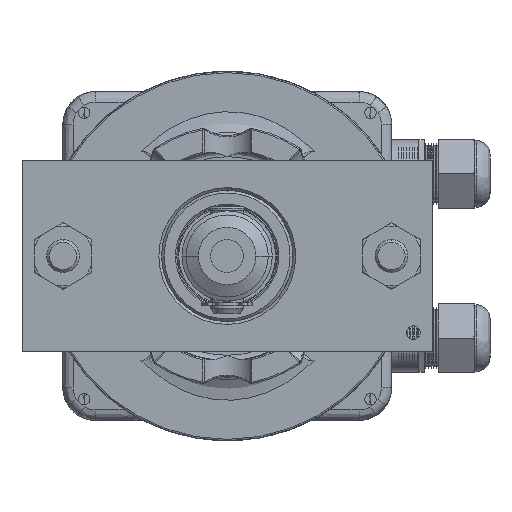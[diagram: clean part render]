
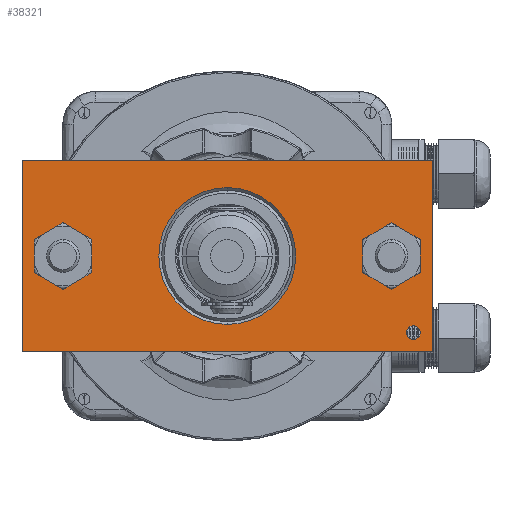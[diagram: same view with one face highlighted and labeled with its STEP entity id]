
A CAD part, front view. The second image highlights one B-rep face of the part: STEP entity #38321.
In plain terms, the highlighted face is planar.
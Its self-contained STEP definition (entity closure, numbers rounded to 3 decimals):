
#7083 = CARTESIAN_POINT ( 'NONE',  ( 75., 15., 35. ) ) ;
#7100 = DIRECTION ( 'NONE',  ( 1., 0., 0. ) ) ;
#7105 = CARTESIAN_POINT ( 'NONE',  ( -75., 15., -35. ) ) ;
#7106 = CARTESIAN_POINT ( 'NONE',  ( -60., 15., 0. ) ) ;
#7107 = DIRECTION ( 'NONE',  ( 0., 1., 0. ) ) ;
#7108 = DIRECTION ( 'NONE',  ( 0., 0., -1. ) ) ;
#7109 = DIRECTION ( 'NONE',  ( 0., 0., 1. ) ) ;
#7110 = CARTESIAN_POINT ( 'NONE',  ( 75., 15., -35. ) ) ;
#7111 = DIRECTION ( 'NONE',  ( -1., 0., 0. ) ) ;
#7112 = CARTESIAN_POINT ( 'NONE',  ( 75., 15., -35. ) ) ;
#7113 = DIRECTION ( 'NONE',  ( 0., 0., -1. ) ) ;
#7115 = CARTESIAN_POINT ( 'NONE',  ( 60., 15., 0. ) ) ;
#7116 = DIRECTION ( 'NONE',  ( 0., 1., 0. ) ) ;
#7117 = DIRECTION ( 'NONE',  ( 0., 0., 1. ) ) ;
#7118 = CARTESIAN_POINT ( 'NONE',  ( 0., 15., 0. ) ) ;
#7119 = DIRECTION ( 'NONE',  ( 0., -1., 0. ) ) ;
#7120 = DIRECTION ( 'NONE',  ( 0., 0., -1. ) ) ;
#7123 = CARTESIAN_POINT ( 'NONE',  ( -68., 15., -28. ) ) ;
#7124 = DIRECTION ( 'NONE',  ( 0., -1., 0. ) ) ;
#7125 = DIRECTION ( 'NONE',  ( 0., 0., -1. ) ) ;
#7153 = CARTESIAN_POINT ( 'NONE',  ( 60., 15., 0. ) ) ;
#7154 = DIRECTION ( 'NONE',  ( 0., 1., 0. ) ) ;
#7155 = DIRECTION ( 'NONE',  ( 0., 0., 1. ) ) ;
#7161 = CARTESIAN_POINT ( 'NONE',  ( -60., 15., 0. ) ) ;
#7162 = DIRECTION ( 'NONE',  ( 0., 1., 0. ) ) ;
#7163 = DIRECTION ( 'NONE',  ( 0., 0., -1. ) ) ;
#7238 = CARTESIAN_POINT ( 'NONE',  ( 0., 15., 0. ) ) ;
#7239 = DIRECTION ( 'NONE',  ( 0., -1., 0. ) ) ;
#7240 = DIRECTION ( 'NONE',  ( 0., 0., -1. ) ) ;
#7251 = CARTESIAN_POINT ( 'NONE',  ( -68., 15., -28. ) ) ;
#7252 = DIRECTION ( 'NONE',  ( 0., -1., 0. ) ) ;
#7253 = DIRECTION ( 'NONE',  ( 0., 0., -1. ) ) ;
#10465 = CIRCLE ( 'NONE', #20786, 6.1 ) ;
#10466 = LINE ( 'NONE', #7105, #10471 ) ;
#10467 = LINE ( 'NONE', #7083, #10469 ) ;
#10468 = CIRCLE ( 'NONE', #20792, 2.5 ) ;
#10469 = VECTOR ( 'NONE', #7100, 1000. ) ;
#10470 = LINE ( 'NONE', #7110, #10473 ) ;
#10471 = VECTOR ( 'NONE', #7109, 1000. ) ;
#10472 = LINE ( 'NONE', #7112, #10475 ) ;
#10473 = VECTOR ( 'NONE', #7111, 1000. ) ;
#10474 = CIRCLE ( 'NONE', #20788, 6.1 ) ;
#10475 = VECTOR ( 'NONE', #7113, 1000. ) ;
#10476 = CIRCLE ( 'NONE', #20790, 25. ) ;
#10483 = CIRCLE ( 'NONE', #20795, 6.1 ) ;
#10487 = CIRCLE ( 'NONE', #20797, 6.1 ) ;
#10515 = CIRCLE ( 'NONE', #20814, 25. ) ;
#10521 = CIRCLE ( 'NONE', #20820, 2.5 ) ;
#20786 = AXIS2_PLACEMENT_3D ( 'NONE', #7106, #7107, #7108 ) ;
#20788 = AXIS2_PLACEMENT_3D ( 'NONE', #7115, #7116, #7117 ) ;
#20790 = AXIS2_PLACEMENT_3D ( 'NONE', #7118, #7119, #7120 ) ;
#20792 = AXIS2_PLACEMENT_3D ( 'NONE', #7123, #7124, #7125 ) ;
#20795 = AXIS2_PLACEMENT_3D ( 'NONE', #7153, #7154, #7155 ) ;
#20797 = AXIS2_PLACEMENT_3D ( 'NONE', #7161, #7162, #7163 ) ;
#20814 = AXIS2_PLACEMENT_3D ( 'NONE', #7238, #7239, #7240 ) ;
#20820 = AXIS2_PLACEMENT_3D ( 'NONE', #7251, #7252, #7253 ) ;
#22094 = AXIS2_PLACEMENT_3D ( 'NONE', #58124, #58117, #58128 ) ;
#24704 = ORIENTED_EDGE ( 'NONE', *, *, #26562, .T. ) ;
#24705 = ORIENTED_EDGE ( 'NONE', *, *, #26641, .T. ) ;
#24706 = ORIENTED_EDGE ( 'NONE', *, *, #26629, .T. ) ;
#24708 = ORIENTED_EDGE ( 'NONE', *, *, #26559, .T. ) ;
#24710 = ORIENTED_EDGE ( 'NONE', *, *, #26578, .F. ) ;
#24712 = ORIENTED_EDGE ( 'NONE', *, *, #26557, .F. ) ;
#24714 = ORIENTED_EDGE ( 'NONE', *, *, #26555, .T. ) ;
#24716 = ORIENTED_EDGE ( 'NONE', *, *, #26552, .T. ) ;
#24718 = ORIENTED_EDGE ( 'NONE', *, *, #26550, .T. ) ;
#24720 = ORIENTED_EDGE ( 'NONE', *, *, #26548, .T. ) ;
#24721 = ORIENTED_EDGE ( 'NONE', *, *, #26585, .F. ) ;
#24723 = ORIENTED_EDGE ( 'NONE', *, *, #26545, .F. ) ;
#26545 = EDGE_CURVE ( 'NONE', #34472, #34258, #10465, .T. ) ;
#26548 = EDGE_CURVE ( 'NONE', #34295, #34282, #10467, .T. ) ;
#26550 = EDGE_CURVE ( 'NONE', #34474, #34295, #10466, .T. ) ;
#26552 = EDGE_CURVE ( 'NONE', #34545, #34474, #10470, .T. ) ;
#26555 = EDGE_CURVE ( 'NONE', #34282, #34545, #10472, .T. ) ;
#26557 = EDGE_CURVE ( 'NONE', #34509, #34483, #10474, .T. ) ;
#26559 = EDGE_CURVE ( 'NONE', #34288, #34541, #10476, .T. ) ;
#26562 = EDGE_CURVE ( 'NONE', #34389, #34507, #10468, .T. ) ;
#26578 = EDGE_CURVE ( 'NONE', #34483, #34509, #10483, .T. ) ;
#26585 = EDGE_CURVE ( 'NONE', #34258, #34472, #10487, .T. ) ;
#26629 = EDGE_CURVE ( 'NONE', #34541, #34288, #10515, .T. ) ;
#26641 = EDGE_CURVE ( 'NONE', #34507, #34389, #10521, .T. ) ;
#34258 = VERTEX_POINT ( 'NONE', #56998 ) ;
#34282 = VERTEX_POINT ( 'NONE', #57002 ) ;
#34288 = VERTEX_POINT ( 'NONE', #57004 ) ;
#34295 = VERTEX_POINT ( 'NONE', #57005 ) ;
#34389 = VERTEX_POINT ( 'NONE', #57031 ) ;
#34472 = VERTEX_POINT ( 'NONE', #57057 ) ;
#34474 = VERTEX_POINT ( 'NONE', #57059 ) ;
#34483 = VERTEX_POINT ( 'NONE', #57064 ) ;
#34507 = VERTEX_POINT ( 'NONE', #57083 ) ;
#34509 = VERTEX_POINT ( 'NONE', #57085 ) ;
#34541 = VERTEX_POINT ( 'NONE', #57115 ) ;
#34545 = VERTEX_POINT ( 'NONE', #57117 ) ;
#38321 = ADVANCED_FACE ( 'NONE', ( #49150, #49154, #49146, #49148, #49152 ), #58120, .F. ) ;
#38930 = EDGE_LOOP ( 'NONE', ( #24710, #24712 ) ) ;
#39014 = EDGE_LOOP ( 'NONE', ( #24714, #24716, #24718, #24720 ) ) ;
#39017 = EDGE_LOOP ( 'NONE', ( #24706, #24708 ) ) ;
#39022 = EDGE_LOOP ( 'NONE', ( #24704, #24705 ) ) ;
#39027 = EDGE_LOOP ( 'NONE', ( #24721, #24723 ) ) ;
#49146 = FACE_BOUND ( 'NONE', #38930, .T. ) ;
#49148 = FACE_OUTER_BOUND ( 'NONE', #39014, .T. ) ;
#49150 = FACE_BOUND ( 'NONE', #39022, .T. ) ;
#49152 = FACE_BOUND ( 'NONE', #39027, .T. ) ;
#49154 = FACE_BOUND ( 'NONE', #39017, .T. ) ;
#56998 = CARTESIAN_POINT ( 'NONE',  ( -60., 15., -6.1 ) ) ;
#57002 = CARTESIAN_POINT ( 'NONE',  ( 75., 15., 35. ) ) ;
#57004 = CARTESIAN_POINT ( 'NONE',  ( 0., 15., -25. ) ) ;
#57005 = CARTESIAN_POINT ( 'NONE',  ( -75., 15., 35. ) ) ;
#57031 = CARTESIAN_POINT ( 'NONE',  ( -68., 15., -30.5 ) ) ;
#57057 = CARTESIAN_POINT ( 'NONE',  ( -60., 15., 6.1 ) ) ;
#57059 = CARTESIAN_POINT ( 'NONE',  ( -75., 15., -35. ) ) ;
#57064 = CARTESIAN_POINT ( 'NONE',  ( 60., 15., -6.1 ) ) ;
#57083 = CARTESIAN_POINT ( 'NONE',  ( -68., 15., -25.5 ) ) ;
#57085 = CARTESIAN_POINT ( 'NONE',  ( 60., 15., 6.1 ) ) ;
#57115 = CARTESIAN_POINT ( 'NONE',  ( 0., 15., 25. ) ) ;
#57117 = CARTESIAN_POINT ( 'NONE',  ( 75., 15., -35. ) ) ;
#58117 = DIRECTION ( 'NONE',  ( 0., -1., 0. ) ) ;
#58120 = PLANE ( 'NONE',  #22094 ) ;
#58124 = CARTESIAN_POINT ( 'NONE',  ( 0., 15., 0. ) ) ;
#58128 = DIRECTION ( 'NONE',  ( 0., 0., -1. ) ) ;
